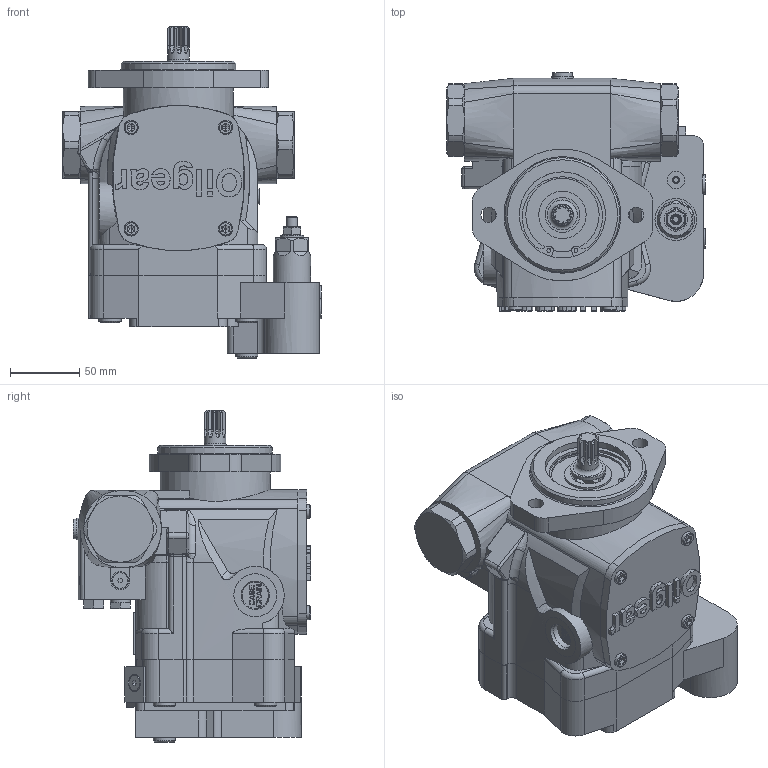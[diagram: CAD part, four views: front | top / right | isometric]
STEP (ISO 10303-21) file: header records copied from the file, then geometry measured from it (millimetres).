
FILE_DESCRIPTION((''),'2;1');
FILE_NAME('PVM_011_014_022.stp','2015-12-21T12:53:25',('JGroves'),(''),'Autodesk Inventor 2012','Autodesk Inventor 2012','');
FILE_SCHEMA(('AUTOMOTIVE_DESIGN { 1 0 10303 214 1 1 1 1 }'));
Length unit declared in the file: inch
Products named in the file (1): Assembly1_Shrinkwrap_2
Bounding box: 186.18 x 171.45 x 239.24 mm (x, y, z)
Surface area: 206284.1 mm2 (no closed solid volume)
Topology: 0 solids, 43 shells, 1374 faces, 3955 edges, 2639 vertices
Faces by surface type: plane 917, cylinder 251, bspline 104, cone 75, torus 23, revolution 4
Full cylindrical faces by diameter (mm): 2.184 x4, 2.794 x2, 3.556 x8, 4.775 x2, 5.004 x5, 6.35 x3, 6.655 x1, 7.874 x1, 8.001 x1, 10 x4, 11.125 x5, 12.446 x2, 12.7 x2, 14.275 x6, 15.519 x1, 15.748 x1, 16 x4, 16.815 x1, 17.475 x4, 19.05 x2, 22.225 x2, 22.352 x1, 25.014 x1, 26.797 x1, 26.975 x1, 30.226 x1, 33.325 x1, 34.145 x1, 52.855 x1, 61.999 x1
Entity records: 47712 total; most frequent: CARTESIAN_POINT 11375, ORIENTED_EDGE 7014, DIRECTION 6694, EDGE_CURVE 3833, VECTOR 2762, LINE 2762, VERTEX_POINT 2617, AXIS2_PLACEMENT_3D 1964
